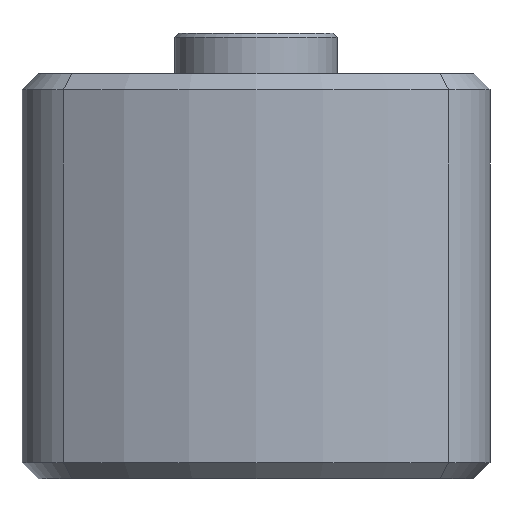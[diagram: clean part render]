
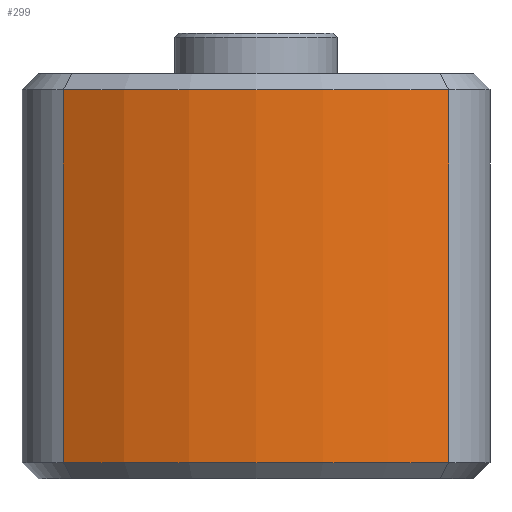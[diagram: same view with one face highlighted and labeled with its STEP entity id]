
A CAD part, front view. The second image highlights one B-rep face of the part: STEP entity #299.
In plain terms, the highlighted cylindrical face has radius 19 mm (diameter 38 mm), a partial arc.
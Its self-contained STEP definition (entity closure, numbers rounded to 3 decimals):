
#154 = VERTEX_POINT('',#155);
#155 = CARTESIAN_POINT('',(-9.5,-7.849,19.2));
#163 = VERTEX_POINT('',#164);
#164 = CARTESIAN_POINT('',(9.5,-7.849,19.2));
#170 = EDGE_CURVE('',#154,#163,#171,.T.);
#171 = CIRCLE('',#172,19.);
#172 = AXIS2_PLACEMENT_3D('',#173,#174,#175);
#173 = CARTESIAN_POINT('',(0.,8.606,19.2));
#174 = DIRECTION('',(0.,0.,1.));
#175 = DIRECTION('',(-0.5,-0.866,0.));
#299 = ADVANCED_FACE('',(#300),#326,.T.);
#300 = FACE_BOUND('',#301,.F.);
#301 = EDGE_LOOP('',(#302,#310,#311,#319));
#302 = ORIENTED_EDGE('',*,*,#303,.T.);
#303 = EDGE_CURVE('',#304,#154,#306,.T.);
#304 = VERTEX_POINT('',#305);
#305 = CARTESIAN_POINT('',(-9.5,-7.849,0.8));
#306 = LINE('',#307,#308);
#307 = CARTESIAN_POINT('',(-9.5,-7.849,0.));
#308 = VECTOR('',#309,1.);
#309 = DIRECTION('',(0.,0.,1.));
#310 = ORIENTED_EDGE('',*,*,#170,.T.);
#311 = ORIENTED_EDGE('',*,*,#312,.F.);
#312 = EDGE_CURVE('',#313,#163,#315,.T.);
#313 = VERTEX_POINT('',#314);
#314 = CARTESIAN_POINT('',(9.5,-7.849,0.8));
#315 = LINE('',#316,#317);
#316 = CARTESIAN_POINT('',(9.5,-7.849,0.));
#317 = VECTOR('',#318,1.);
#318 = DIRECTION('',(0.,0.,1.));
#319 = ORIENTED_EDGE('',*,*,#320,.F.);
#320 = EDGE_CURVE('',#304,#313,#321,.T.);
#321 = CIRCLE('',#322,19.);
#322 = AXIS2_PLACEMENT_3D('',#323,#324,#325);
#323 = CARTESIAN_POINT('',(0.,8.606,0.8));
#324 = DIRECTION('',(0.,0.,1.));
#325 = DIRECTION('',(-0.5,-0.866,0.));
#326 = CYLINDRICAL_SURFACE('',#327,19.);
#327 = AXIS2_PLACEMENT_3D('',#328,#329,#330);
#328 = CARTESIAN_POINT('',(0.,8.606,0.));
#329 = DIRECTION('',(-0.,-0.,-1.));
#330 = DIRECTION('',(1.,0.,0.));
